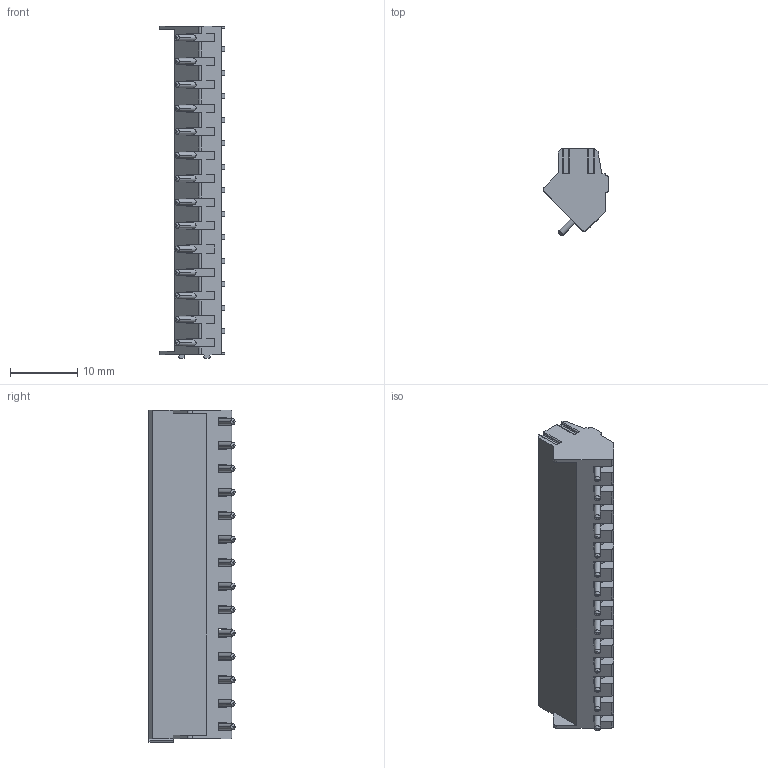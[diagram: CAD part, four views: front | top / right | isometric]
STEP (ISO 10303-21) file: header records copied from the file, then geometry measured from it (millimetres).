
FILE_DESCRIPTION((''),'2;1');
FILE_NAME('PRT0050','2024-10-18T',('yanfa'),(''),'PRO/ENGINEER BY PARAMETRIC TECHNOLOGY CORPORATION, 2009280','PRO/ENGINEER BY PARAMETRIC TECHNOLOGY CORPORATION, 2009280','');
FILE_SCHEMA(('AUTOMOTIVE_DESIGN_CC2 { 1 2 10303 214 -1 1 5 2 }'));
Length unit declared in the file: millimetre
Products named in the file (1): PRT0050
Bounding box: 9.81 x 12.83 x 49.5 mm (x, y, z)
Volume: 2829.6 mm3; surface area: 3634.8 mm2
Topology: 1 solids, 1 shells, 1032 faces, 2824 edges, 1836 vertices
Faces by surface type: plane 693, cylinder 227, cone 84, torus 28
Entity records: 32829 total; most frequent: CARTESIAN_POINT 6399, ORIENTED_EDGE 5648, DIRECTION 5342, EDGE_CURVE 2824, VECTOR 2090, LINE 2090, VERTEX_POINT 1836, AXIS2_PLACEMENT_3D 1626
